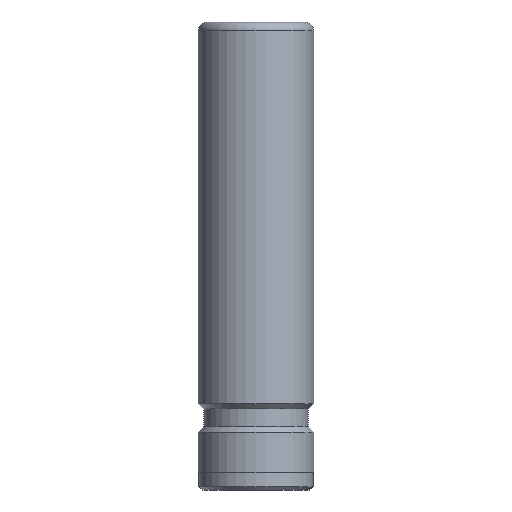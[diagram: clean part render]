
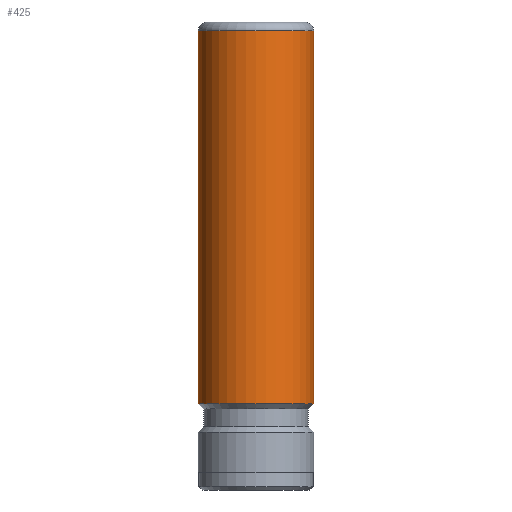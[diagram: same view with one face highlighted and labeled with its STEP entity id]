
A CAD part, front view. The second image highlights one B-rep face of the part: STEP entity #425.
In plain terms, the highlighted cylindrical face has radius 16 mm (diameter 32 mm), a partial arc.
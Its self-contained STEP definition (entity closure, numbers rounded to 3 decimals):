
#10 = VERTEX_POINT ( 'NONE', #450 ) ;
#20 = VECTOR ( 'NONE', #131, 1000. ) ;
#33 = VERTEX_POINT ( 'NONE', #97 ) ;
#45 = DIRECTION ( 'NONE',  ( 0., 0., -1. ) ) ;
#75 = CARTESIAN_POINT ( 'NONE',  ( -16., 0., 130. ) ) ;
#83 = CARTESIAN_POINT ( 'NONE',  ( 16., 0., 127.5 ) ) ;
#97 = CARTESIAN_POINT ( 'NONE',  ( -16., 0., 127.5 ) ) ;
#103 = EDGE_CURVE ( 'NONE', #386, #33, #301, .T. ) ;
#125 = ORIENTED_EDGE ( 'NONE', *, *, #209, .F. ) ;
#131 = DIRECTION ( 'NONE',  ( 0., 0., -1. ) ) ;
#179 = CARTESIAN_POINT ( 'NONE',  ( 16., 0., 130. ) ) ;
#203 = ORIENTED_EDGE ( 'NONE', *, *, #355, .T. ) ;
#209 = EDGE_CURVE ( 'NONE', #386, #10, #746, .T. ) ;
#248 = CARTESIAN_POINT ( 'NONE',  ( -16., 0., 24. ) ) ;
#257 = CARTESIAN_POINT ( 'NONE',  ( 0., 0., 24. ) ) ;
#264 = VERTEX_POINT ( 'NONE', #248 ) ;
#268 = DIRECTION ( 'NONE',  ( 0., 0., -1. ) ) ;
#283 = AXIS2_PLACEMENT_3D ( 'NONE', #721, #268, #485 ) ;
#295 = DIRECTION ( 'NONE',  ( 0., 0., -1. ) ) ;
#301 = CIRCLE ( 'NONE', #529, 16. ) ;
#304 = DIRECTION ( 'NONE',  ( -1., 0., 0. ) ) ;
#315 = CYLINDRICAL_SURFACE ( 'NONE', #283, 16. ) ;
#325 = EDGE_LOOP ( 'NONE', ( #125, #377, #203, #656 ) ) ;
#344 = VECTOR ( 'NONE', #295, 1000. ) ;
#351 = FACE_OUTER_BOUND ( 'NONE', #325, .T. ) ;
#355 = EDGE_CURVE ( 'NONE', #33, #264, #484, .T. ) ;
#366 = EDGE_CURVE ( 'NONE', #10, #264, #620, .T. ) ;
#377 = ORIENTED_EDGE ( 'NONE', *, *, #103, .T. ) ;
#386 = VERTEX_POINT ( 'NONE', #83 ) ;
#425 = ADVANCED_FACE ( 'NONE', ( #351 ), #315, .T. ) ;
#450 = CARTESIAN_POINT ( 'NONE',  ( 16., 0., 24. ) ) ;
#484 = LINE ( 'NONE', #75, #20 ) ;
#485 = DIRECTION ( 'NONE',  ( -1., 0., 0. ) ) ;
#529 = AXIS2_PLACEMENT_3D ( 'NONE', #571, #45, #624 ) ;
#534 = DIRECTION ( 'NONE',  ( 0., 0., -1. ) ) ;
#571 = CARTESIAN_POINT ( 'NONE',  ( 0., 0., 127.5 ) ) ;
#620 = CIRCLE ( 'NONE', #731, 16. ) ;
#624 = DIRECTION ( 'NONE',  ( 1., 0., 0. ) ) ;
#656 = ORIENTED_EDGE ( 'NONE', *, *, #366, .F. ) ;
#721 = CARTESIAN_POINT ( 'NONE',  ( 0., 0., 130. ) ) ;
#731 = AXIS2_PLACEMENT_3D ( 'NONE', #257, #534, #304 ) ;
#746 = LINE ( 'NONE', #179, #344 ) ;
